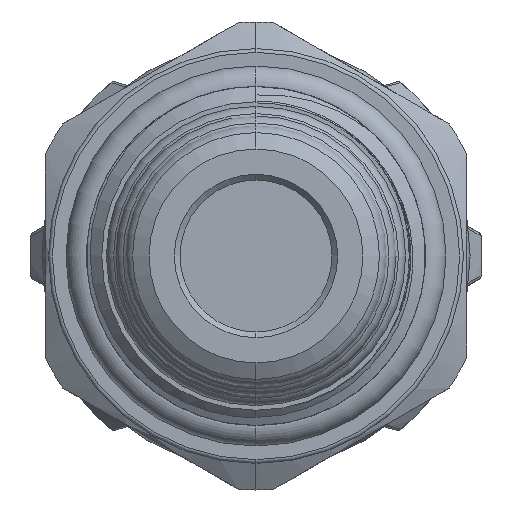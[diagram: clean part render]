
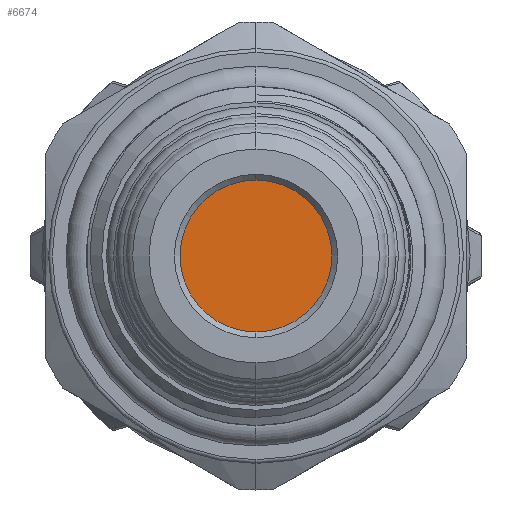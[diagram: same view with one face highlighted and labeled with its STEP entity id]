
A CAD part, left-side view. The second image highlights one B-rep face of the part: STEP entity #6674.
In plain terms, the highlighted planar face has unit normal (-1, 0, 0).
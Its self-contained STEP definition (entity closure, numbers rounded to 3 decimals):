
#688 = DIRECTION ( 'NONE',  ( 0., 0., 1. ) ) ;
#787 = FACE_OUTER_BOUND ( 'NONE', #5753, .T. ) ;
#894 = CARTESIAN_POINT ( 'NONE',  ( -42.247, 0., 0. ) ) ;
#1979 = CARTESIAN_POINT ( 'NONE',  ( -42.247, 0., -4. ) ) ;
#2023 = CIRCLE ( 'NONE', #11219, 4. ) ;
#2395 = DIRECTION ( 'NONE',  ( 0., 0., 1. ) ) ;
#2632 = AXIS2_PLACEMENT_3D ( 'NONE', #6006, #7161, #9454 ) ;
#2782 = EDGE_CURVE ( 'NONE', #4020, #7951, #2023, .T. ) ;
#2793 = CIRCLE ( 'NONE', #2632, 4. ) ;
#4020 = VERTEX_POINT ( 'NONE', #14208 ) ;
#5270 = EDGE_CURVE ( 'NONE', #7951, #4020, #2793, .T. ) ;
#5753 = EDGE_LOOP ( 'NONE', ( #12279, #5883 ) ) ;
#5883 = ORIENTED_EDGE ( 'NONE', *, *, #5270, .T. ) ;
#6006 = CARTESIAN_POINT ( 'NONE',  ( -42.247, 0., 0. ) ) ;
#6674 = ADVANCED_FACE ( 'NONE', ( #787 ), #13428, .T. ) ;
#7161 = DIRECTION ( 'NONE',  ( -1., 0., 0. ) ) ;
#7951 = VERTEX_POINT ( 'NONE', #1979 ) ;
#8826 = DIRECTION ( 'NONE',  ( -1., 0., 0. ) ) ;
#9228 = AXIS2_PLACEMENT_3D ( 'NONE', #894, #8826, #688 ) ;
#9312 = DIRECTION ( 'NONE',  ( -1., 0., 0. ) ) ;
#9454 = DIRECTION ( 'NONE',  ( 0., 0., 1. ) ) ;
#11219 = AXIS2_PLACEMENT_3D ( 'NONE', #13908, #9312, #2395 ) ;
#12279 = ORIENTED_EDGE ( 'NONE', *, *, #2782, .T. ) ;
#13428 = PLANE ( 'NONE',  #9228 ) ;
#13908 = CARTESIAN_POINT ( 'NONE',  ( -42.247, 0., 0. ) ) ;
#14208 = CARTESIAN_POINT ( 'NONE',  ( -42.247, 0., 4. ) ) ;
